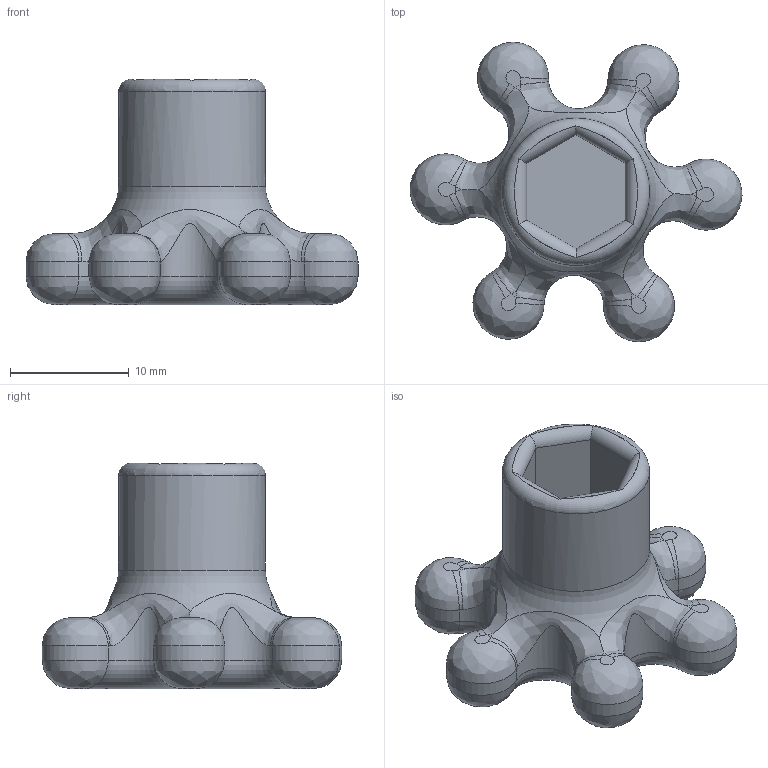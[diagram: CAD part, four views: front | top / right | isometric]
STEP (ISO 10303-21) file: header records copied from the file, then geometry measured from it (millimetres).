
FILE_DESCRIPTION(/* description */ (''),/* implementation_level */ '2;1');
FILE_NAME(/* name */ 'knob.stp',/* time_stamp */ '2016-11-15T15:45:18+01:00',/* author */ ('Administrator'),/* organization */ (''),/* preprocessor_version */ 'ST-DEVELOPER v15.6',/* originating_system */ 'Autodesk Inventor 2015',/* authorisation */ '');
FILE_SCHEMA (('AUTOMOTIVE_DESIGN { 1 0 10303 214 3 1 1 }'));
Length unit declared in the file: millimetre
Products named in the file (1): knob
Bounding box: 27.99 x 25.27 x 19 mm (x, y, z)
Volume: 2854.8 mm3; surface area: 2058.6 mm2
Topology: 1 solids, 1 shells, 89 faces, 217 edges, 130 vertices
Faces by surface type: plane 26, torus 26, cylinder 19, bspline 18
Full cylindrical faces by diameter (mm): 12.4 x1
Entity records: 3755 total; most frequent: CARTESIAN_POINT 1729, DIRECTION 436, ORIENTED_EDGE 424, EDGE_CURVE 212, AXIS2_PLACEMENT_3D 200, VERTEX_POINT 128, CIRCLE 122, EDGE_LOOP 92
